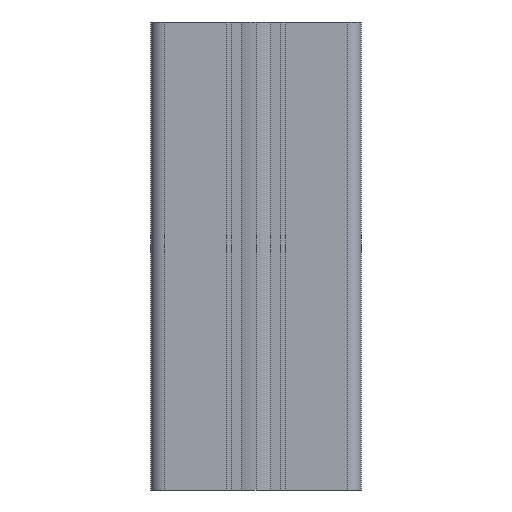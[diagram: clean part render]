
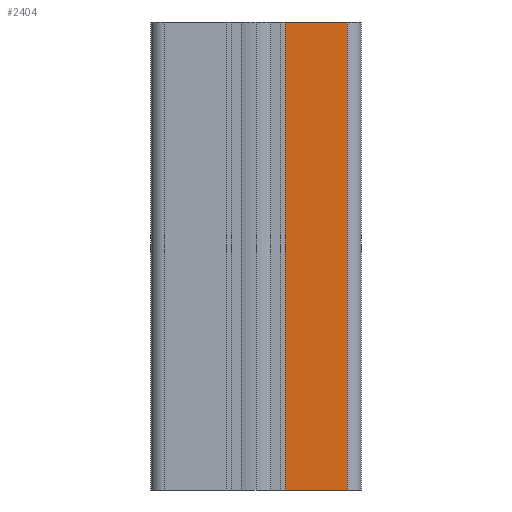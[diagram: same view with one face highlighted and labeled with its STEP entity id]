
A CAD part, left-side view. The second image highlights one B-rep face of the part: STEP entity #2404.
In plain terms, the highlighted planar face has unit normal (-1, 0, 0).
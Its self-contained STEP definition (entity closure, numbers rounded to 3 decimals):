
#30 = AXIS2_PLACEMENT_3D ( 'NONE', #810, #2768, #399 ) ;
#318 = EDGE_CURVE ( 'NONE', #1731, #1097, #3214, .T. ) ;
#399 = DIRECTION ( 'NONE',  ( 0., 0., -1. ) ) ;
#583 = ORIENTED_EDGE ( 'NONE', *, *, #1133, .T. ) ;
#758 = ORIENTED_EDGE ( 'NONE', *, *, #872, .F. ) ;
#810 = CARTESIAN_POINT ( 'NONE',  ( -22.5, -6.25, 100. ) ) ;
#853 = CARTESIAN_POINT ( 'NONE',  ( -22.5, -6.25, 0. ) ) ;
#872 = EDGE_CURVE ( 'NONE', #1097, #3949, #1409, .T. ) ;
#997 = CARTESIAN_POINT ( 'NONE',  ( -22.5, -19.5, 100. ) ) ;
#1091 = CARTESIAN_POINT ( 'NONE',  ( -22.5, -6.25, 100. ) ) ;
#1097 = VERTEX_POINT ( 'NONE', #997 ) ;
#1133 = EDGE_CURVE ( 'NONE', #1731, #3143, #3516, .T. ) ;
#1249 = CARTESIAN_POINT ( 'NONE',  ( -22.5, -6.25, 100. ) ) ;
#1317 = FACE_OUTER_BOUND ( 'NONE', #4553, .T. ) ;
#1387 = LINE ( 'NONE', #853, #3134 ) ;
#1409 = LINE ( 'NONE', #3605, #4313 ) ;
#1706 = VECTOR ( 'NONE', #2596, 1000. ) ;
#1731 = VERTEX_POINT ( 'NONE', #1091 ) ;
#1950 = EDGE_CURVE ( 'NONE', #3143, #3949, #1387, .T. ) ;
#2013 = DIRECTION ( 'NONE',  ( 0., -1., 0. ) ) ;
#2074 = DIRECTION ( 'NONE',  ( 0., 0., -1. ) ) ;
#2181 = ORIENTED_EDGE ( 'NONE', *, *, #1950, .T. ) ;
#2404 = ADVANCED_FACE ( 'NONE', ( #1317 ), #3114, .F. ) ;
#2437 = VECTOR ( 'NONE', #3947, 1000. ) ;
#2596 = DIRECTION ( 'NONE',  ( 0., 0., -1. ) ) ;
#2629 = CARTESIAN_POINT ( 'NONE',  ( -22.5, -19.5, 0. ) ) ;
#2768 = DIRECTION ( 'NONE',  ( 1., 0., 0. ) ) ;
#3114 = PLANE ( 'NONE',  #30 ) ;
#3134 = VECTOR ( 'NONE', #2013, 1000. ) ;
#3143 = VERTEX_POINT ( 'NONE', #3147 ) ;
#3147 = CARTESIAN_POINT ( 'NONE',  ( -22.5, -6.25, 0. ) ) ;
#3214 = LINE ( 'NONE', #1249, #2437 ) ;
#3516 = LINE ( 'NONE', #4111, #1706 ) ;
#3605 = CARTESIAN_POINT ( 'NONE',  ( -22.5, -19.5, 100. ) ) ;
#3947 = DIRECTION ( 'NONE',  ( 0., -1., 0. ) ) ;
#3949 = VERTEX_POINT ( 'NONE', #2629 ) ;
#4111 = CARTESIAN_POINT ( 'NONE',  ( -22.5, -6.25, 100. ) ) ;
#4313 = VECTOR ( 'NONE', #2074, 1000. ) ;
#4553 = EDGE_LOOP ( 'NONE', ( #2181, #758, #4670, #583 ) ) ;
#4670 = ORIENTED_EDGE ( 'NONE', *, *, #318, .F. ) ;
